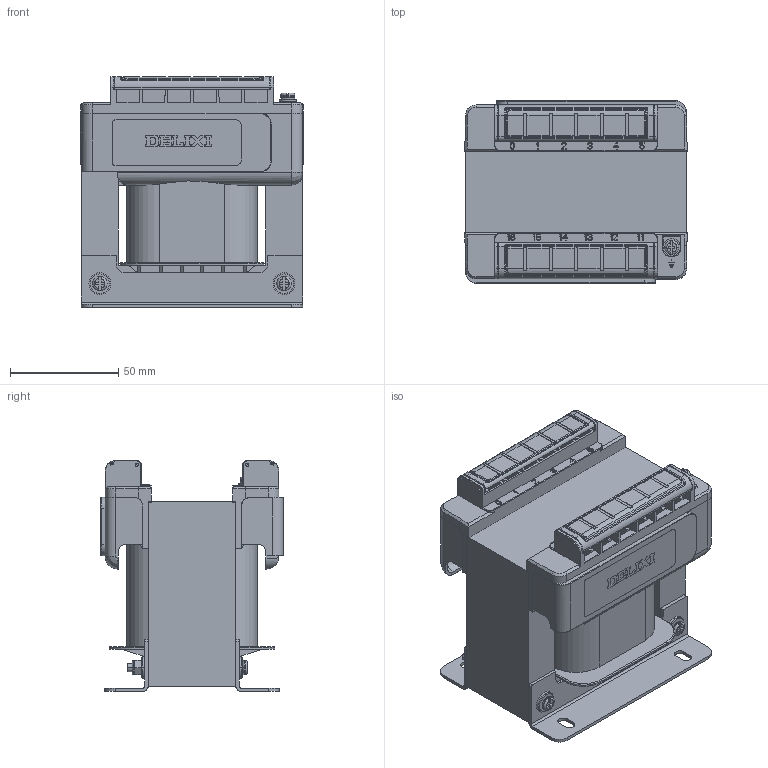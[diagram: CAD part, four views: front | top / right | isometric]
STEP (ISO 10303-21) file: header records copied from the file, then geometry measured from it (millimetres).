
FILE_DESCRIPTION((''),'2;1');
FILE_NAME('ASM0001_ASM','2021-12-27T',('Administrator'),(''),'PRO/ENGINEER BY PARAMETRIC TECHNOLOGY CORPORATION, 2008380','PRO/ENGINEER BY PARAMETRIC TECHNOLOGY CORPORATION, 2008380','');
FILE_SCHEMA(('CONFIG_CONTROL_DESIGN'));
Length unit declared in the file: millimetre
Products named in the file (15): PRT0001; PRT0002; PRT0003; PRT0004; MANIFOLD_SOLID_BREP_15082; MANIFOLD_SOLID_BREP_15089; MANIFOLD_SOLID_BREP_15079; PRT0005; LUODING; PINGDIAN; LUOMU; MANIFOLD_SOLID_BREP_15088; PRT0007; MANIFOLD_SOLID_BREP_15080; ASM0001_ASM
Assembly tree (29 placements, depth 2):
  ASM0001_ASM
    PRT0001
    PRT0002
    PRT0003
    PRT0004  x2
    MANIFOLD_SOLID_BREP_15082
    MANIFOLD_SOLID_BREP_15089
    MANIFOLD_SOLID_BREP_15079  x2
    PRT0005  x4
    LUODING  x4
    PINGDIAN  x4
    LUOMU  x4
    MANIFOLD_SOLID_BREP_15088
    PRT0007
    MANIFOLD_SOLID_BREP_15080  x2
Bounding box: 102.51 x 84.2 x 106.5 mm (x, y, z)
Volume: 443874.4 mm3; surface area: 182497.1 mm2
Topology: 29 solids, 29 shells, 2840 faces, 7789 edges, 5049 vertices
Faces by surface type: plane 1973, cylinder 655, torus 102, bspline 65, cone 22, sphere 12, extrusion 7, revolution 4
Entity records: 71069 total; most frequent: CARTESIAN_POINT 15781, ORIENTED_EDGE 11922, DIRECTION 10627, EDGE_CURVE 5961, VECTOR 4841, LINE 4835, VERTEX_POINT 3881, AXIS2_PLACEMENT_3D 2892
